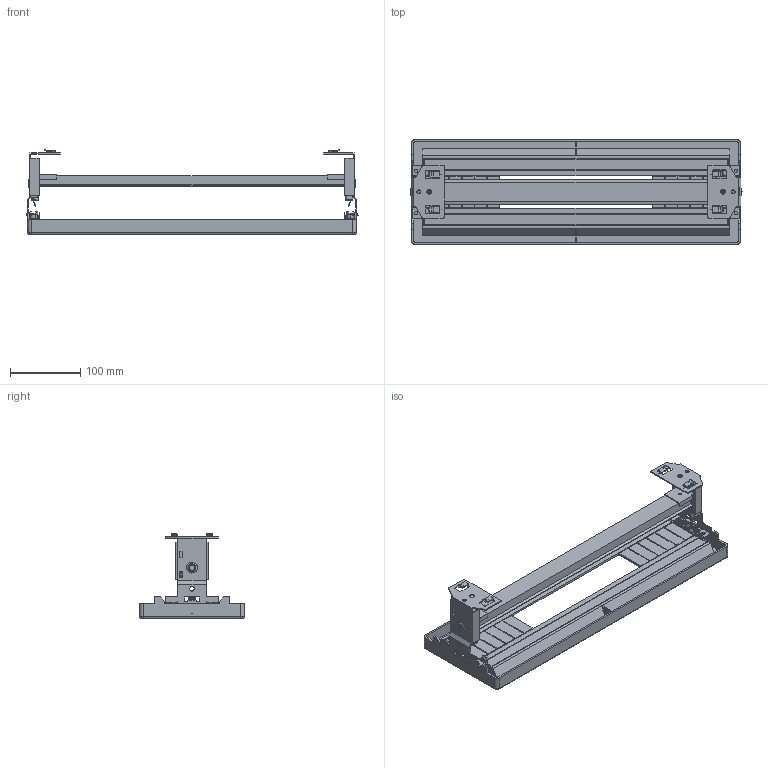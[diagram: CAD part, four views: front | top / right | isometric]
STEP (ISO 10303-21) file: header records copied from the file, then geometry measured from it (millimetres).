
FILE_DESCRIPTION((''),'2;1');
FILE_NAME('GW46422F_ASM','2021-04-09T09:46:59',('User'),('Axiro Italia'),'CREO PARAMETRIC BY PTC INC, 2020354','CREO PARAMETRIC BY PTC INC, 2020354','');
FILE_SCHEMA(('CONFIG_CONTROL_DESIGN'));
Length unit declared in the file: millimetre
Products named in the file (3): 55710610D2XX_MOSTRINA_CON_FINES; 55721443XXXX_GUIDA_DIN_24_M_H15; GW46422F_ASM
Assembly tree (2 placements, depth 2):
  GW46422F_ASM
    55710610D2XX_MOSTRINA_CON_FINES
    55721443XXXX_GUIDA_DIN_24_M_H15
Bounding box: 470.99 x 149 x 119.87 mm (x, y, z)
Volume: 357127.2 mm3; surface area: 307912.8 mm2
Topology: 2 solids, 2 shells, 1040 faces, 3026 edges, 1963 vertices
Faces by surface type: plane 743, cylinder 247, cone 26, sphere 20, torus 4
Entity records: 34847 total; most frequent: CARTESIAN_POINT 6949, ORIENTED_EDGE 6020, DIRECTION 5535, EDGE_CURVE 3010, VECTOR 2357, LINE 2357, VERTEX_POINT 1963, AXIS2_PLACEMENT_3D 1589
